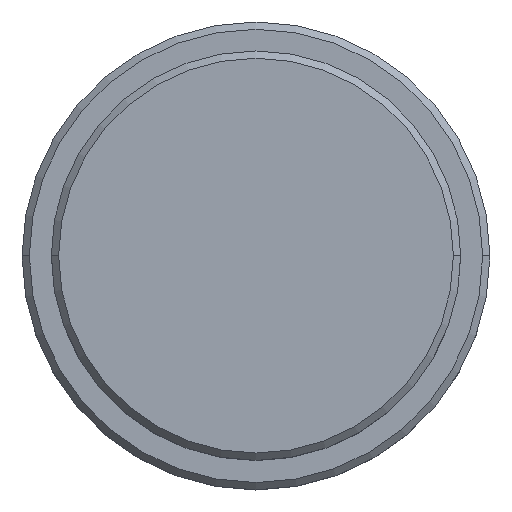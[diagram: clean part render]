
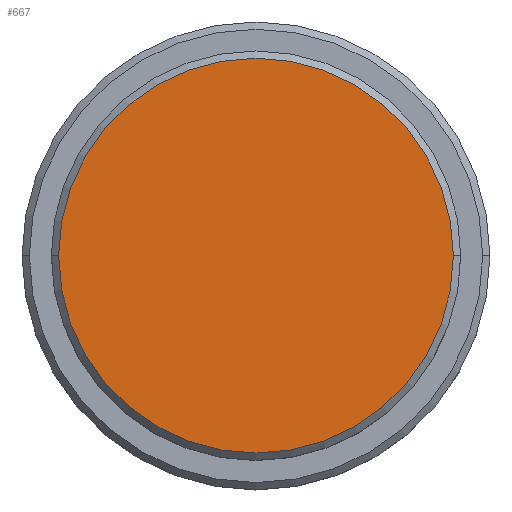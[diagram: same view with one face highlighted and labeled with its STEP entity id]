
A CAD part, top view. The second image highlights one B-rep face of the part: STEP entity #667.
In plain terms, the highlighted planar face has unit normal (0, 0, 1).
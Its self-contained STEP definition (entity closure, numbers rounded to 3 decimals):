
#18 = VERTEX_POINT ( 'NONE', #309 ) ;
#24 = DIRECTION ( 'NONE',  ( 1., 0., 0. ) ) ;
#139 = CIRCLE ( 'NONE', #1116, 13.5 ) ;
#154 = CARTESIAN_POINT ( 'NONE',  ( 0., 0., 0. ) ) ;
#264 = CIRCLE ( 'NONE', #699, 13.5 ) ;
#309 = CARTESIAN_POINT ( 'NONE',  ( 13.5, 0., 0. ) ) ;
#413 = EDGE_CURVE ( 'NONE', #894, #18, #264, .T. ) ;
#464 = DIRECTION ( 'NONE',  ( 1., 0., 0. ) ) ;
#491 = CARTESIAN_POINT ( 'NONE',  ( 0., 0., 0. ) ) ;
#559 = EDGE_CURVE ( 'NONE', #18, #894, #139, .T. ) ;
#569 = FACE_OUTER_BOUND ( 'NONE', #1028, .T. ) ;
#582 = DIRECTION ( 'NONE',  ( 0., 0., 1. ) ) ;
#625 = ORIENTED_EDGE ( 'NONE', *, *, #559, .T. ) ;
#667 = ADVANCED_FACE ( 'NONE', ( #569 ), #786, .T. ) ;
#699 = AXIS2_PLACEMENT_3D ( 'NONE', #776, #771, #24 ) ;
#771 = DIRECTION ( 'NONE',  ( 0., 0., 1. ) ) ;
#776 = CARTESIAN_POINT ( 'NONE',  ( 0., 0., 0. ) ) ;
#786 = PLANE ( 'NONE',  #1142 ) ;
#894 = VERTEX_POINT ( 'NONE', #1268 ) ;
#969 = ORIENTED_EDGE ( 'NONE', *, *, #413, .T. ) ;
#1028 = EDGE_LOOP ( 'NONE', ( #969, #625 ) ) ;
#1116 = AXIS2_PLACEMENT_3D ( 'NONE', #491, #1271, #1389 ) ;
#1142 = AXIS2_PLACEMENT_3D ( 'NONE', #154, #582, #464 ) ;
#1268 = CARTESIAN_POINT ( 'NONE',  ( -13.5, 0., 0. ) ) ;
#1271 = DIRECTION ( 'NONE',  ( 0., 0., 1. ) ) ;
#1389 = DIRECTION ( 'NONE',  ( 1., 0., 0. ) ) ;
